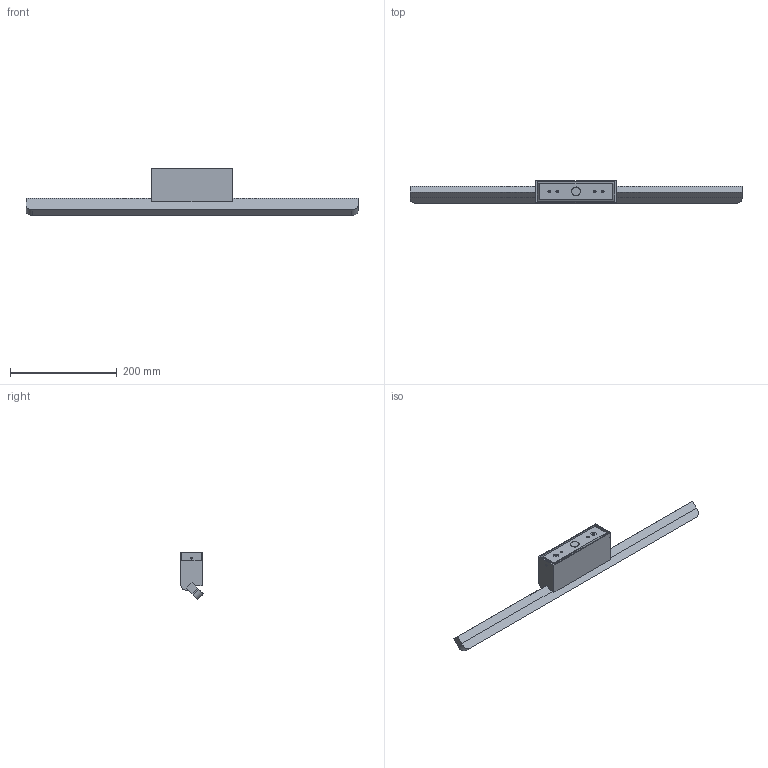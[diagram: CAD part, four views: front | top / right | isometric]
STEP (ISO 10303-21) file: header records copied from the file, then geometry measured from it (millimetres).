
FILE_DESCRIPTION (( 'STEP AP203' ), '1' );
FILE_NAME ('15076-14W（砂白）.STEP', '2020-05-27T11:27:35', ( 'icomputer' ), ( '' ), 'SwSTEP 2.0', 'SolidWorks 2016', '' );
FILE_SCHEMA (( 'CONFIG_CONTROL_DESIGN' ));
Length unit declared in the file: millimetre
Products named in the file (1): 15076-14Wㄗ仱啞ㄘ
Bounding box: 622 x 42.13 x 88.16 mm (x, y, z)
Volume: 395149.9 mm3; surface area: 159195.8 mm2
Topology: 6 solids, 6 shells, 152 faces, 365 edges, 234 vertices
Faces by surface type: plane 61, cylinder 58, cone 20, torus 10, sphere 3
Entity records: 4548 total; most frequent: CARTESIAN_POINT 826, DIRECTION 792, ORIENTED_EDGE 730, EDGE_CURVE 365, AXIS2_PLACEMENT_3D 298, VERTEX_POINT 234, VECTOR 196, LINE 196
